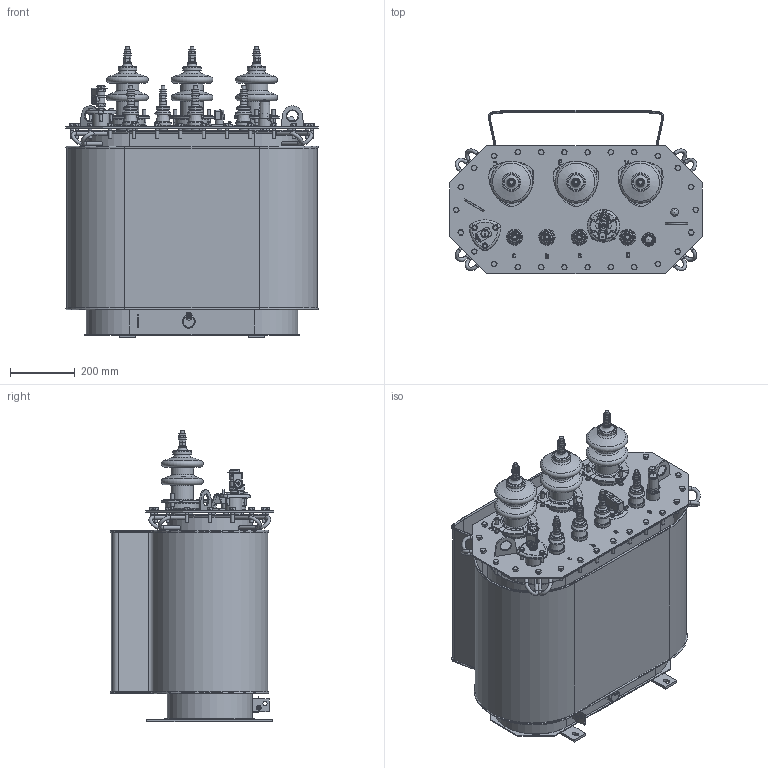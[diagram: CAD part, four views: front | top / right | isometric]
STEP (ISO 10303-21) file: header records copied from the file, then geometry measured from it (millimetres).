
FILE_DESCRIPTION(/* description */ (''),/* implementation_level */ '2;1');
FILE_NAME(/* name */ '!!!ИВЕМ.672133.033_СБ_Трансформаторы ТМГ-25_15-У1 ТМГ-25_10-У1 (ХЛ1) ТМГ-13-25_10-У1 ТМГМШ-25_10-У1_Shrinkwrap_1.stp',/* time_stamp */ '2016-08-01T10:25:07+03:00',/* author */ ('54405'),/* organization */ (''),/* preprocessor_version */ 'ST-DEVELOPER v15.2',/* originating_system */ 'Autodesk Inventor 2014',/* authorisation */ '');
FILE_SCHEMA (('AUTOMOTIVE_DESIGN { 1 0 10303 214 3 1 1 }'));
Products named in the file (1): 1) ТМГ-13-25_10-У1 \X2\0422041C0413
-25_10-У1_Shrinkwrap_1
Bounding box: 782 x 506 x 902.9 mm (x, y, z)
Volume: 8619254.6 mm3; surface area: 5369906.4 mm2
Topology: 60 solids, 77 shells, 3504 faces, 8537 edges, 5523 vertices
Faces by surface type: plane 1895, cylinder 627, bspline 547, cone 224, torus 176, sphere 35
Full cylindrical faces by diameter (mm): 1.6 x3, 3.1 x4, 3.2 x1, 3.96 x1, 4 x5, 4.134 x1, 4.5 x3, 4.95 x1, 5 x1, 5.3 x1, 5.5 x2, 6 x9, 6.2 x5, 6.5 x1, 7.1 x2, 7.5 x1, 7.92 x3, 8 x7, 8.4 x6, 8.746 x9, 9 x4, 9.9 x26, 10 x40, 10.71 x4, 10.8 x19, 11 x27, 12 x25, 12.5 x7, 13 x18, 14 x2
Entity records: 109461 total; most frequent: CARTESIAN_POINT 31447, ORIENTED_EDGE 15414, DIRECTION 13490, EDGE_CURVE 7704, VERTEX_POINT 5366, AXIS2_PLACEMENT_3D 4754, EDGE_LOOP 4745, LINE 3982
